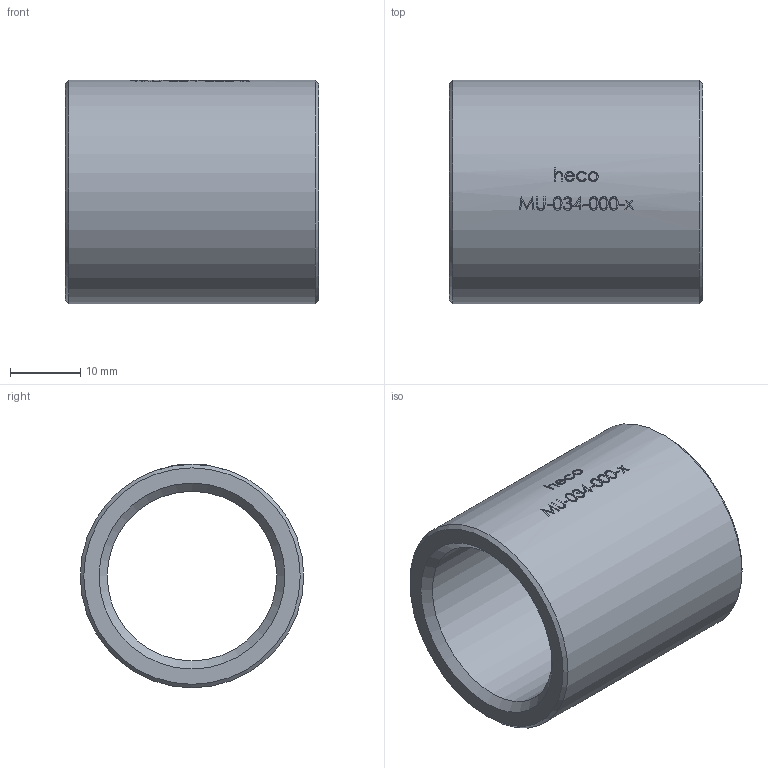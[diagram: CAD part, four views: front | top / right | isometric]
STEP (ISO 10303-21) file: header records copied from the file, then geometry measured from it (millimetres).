
FILE_DESCRIPTION (( 'STEP AP214' ), '1' );
FILE_NAME ('MU-034-000-x Muffe 2305.STEP', '2023-05-03T11:11:07', ( '' ), ( '' ), 'SwSTEP 2.0', 'SolidWorks 2019', '' );
FILE_SCHEMA (( 'AUTOMOTIVE_DESIGN' ));
Length unit declared in the file: millimetre
Products named in the file (1): MU-034-000-x Muffe 2305
Bounding box: 36 x 31.8 x 31.82 mm (x, y, z)
Volume: 12013.3 mm3; surface area: 6844.7 mm2
Topology: 1 solids, 1 shells, 195 faces, 506 edges, 336 vertices
Faces by surface type: bspline 92, plane 74, cylinder 25, cone 4
Full cylindrical faces by diameter (mm): 24.12 x1, 31.8 x1
Entity records: 11240 total; most frequent: CARTESIAN_POINT 5134, ORIENTED_EDGE 1000, DIRECTION 532, EDGE_CURVE 500, VERTEX_POINT 336, B_SPLINE_CURVE_WITH_KNOTS 226, EDGE_LOOP 226, LINE 224
